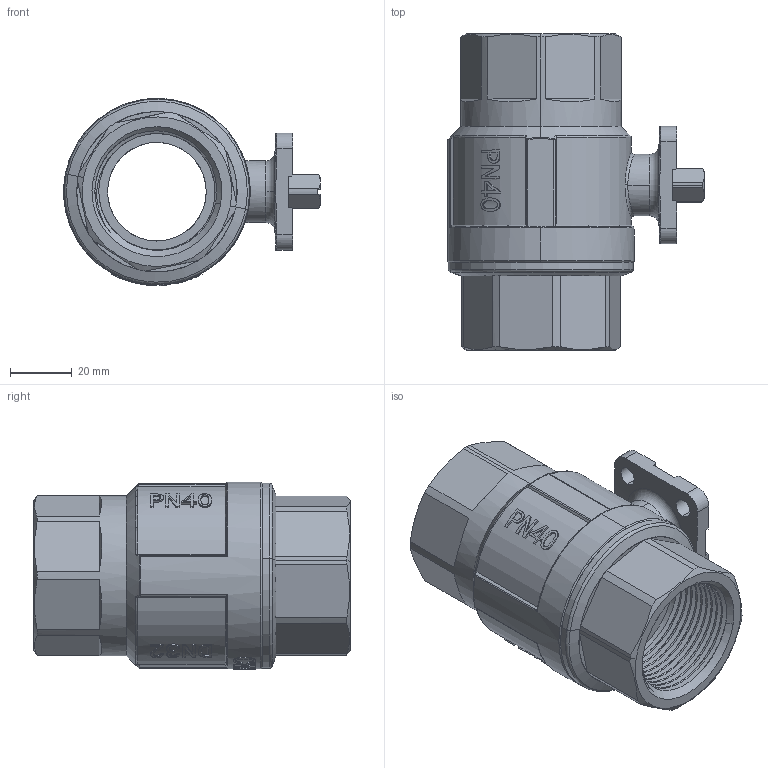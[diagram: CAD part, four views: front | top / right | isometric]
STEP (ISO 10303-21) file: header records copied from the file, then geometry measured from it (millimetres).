
FILE_DESCRIPTION (( 'STEP AP214' ), '1' );
FILE_NAME ('DN32.STEP', '2023-11-13T08:53:56', ( '' ), ( '' ), 'SwSTEP 2.0', 'SolidWorks 2018', '' );
FILE_SCHEMA (( 'AUTOMOTIVE_DESIGN' ));
Length unit declared in the file: millimetre
Products named in the file (1): DN32
Bounding box: 83.25 x 102.5 x 60.7 mm (x, y, z)
Volume: 148052.8 mm3; surface area: 40227.1 mm2
Topology: 1 solids, 1 shells, 480 faces, 1262 edges, 819 vertices
Faces by surface type: plane 184, cylinder 115, bspline 109, cone 40, torus 22, sphere 10
Entity records: 40252 total; most frequent: CARTESIAN_POINT 24382, ORIENTED_EDGE 2524, DIRECTION 1757, EDGE_CURVE 1262, VERTEX_POINT 819, AXIS2_PLACEMENT_3D 676, EDGE_LOOP 525, ADVANCED_FACE 480
